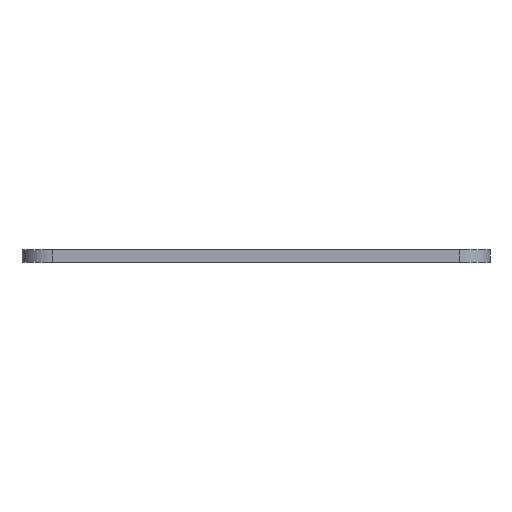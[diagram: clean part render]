
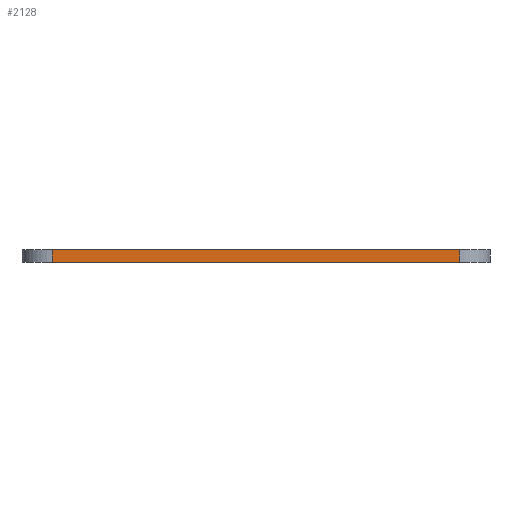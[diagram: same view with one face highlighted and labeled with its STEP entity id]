
A CAD part, front view. The second image highlights one B-rep face of the part: STEP entity #2128.
In plain terms, the highlighted planar face has unit normal (0, -1, 0).
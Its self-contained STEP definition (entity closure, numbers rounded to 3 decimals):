
#84 = PLANE('',#85);
#85 = AXIS2_PLACEMENT_3D('',#86,#87,#88);
#86 = CARTESIAN_POINT('',(-20.75,-21.45,1.6));
#87 = DIRECTION('',(0.,0.,1.));
#88 = DIRECTION('',(1.,0.,-0.));
#139 = PLANE('',#140);
#140 = AXIS2_PLACEMENT_3D('',#141,#142,#143);
#141 = CARTESIAN_POINT('',(-20.75,-21.45,0.));
#142 = DIRECTION('',(0.,0.,1.));
#143 = DIRECTION('',(1.,0.,-0.));
#361 = VERTEX_POINT('',#362);
#362 = CARTESIAN_POINT('',(-47.5,-48.2,0.));
#377 = CYLINDRICAL_SURFACE('',#378,4.);
#378 = AXIS2_PLACEMENT_3D('',#379,#380,#381);
#379 = CARTESIAN_POINT('',(-47.5,-44.2,0.));
#380 = DIRECTION('',(-0.,-0.,-1.));
#381 = DIRECTION('',(1.,0.,-0.));
#389 = EDGE_CURVE('',#390,#361,#392,.T.);
#390 = VERTEX_POINT('',#391);
#391 = CARTESIAN_POINT('',(6.,-48.2,0.));
#392 = SURFACE_CURVE('',#393,(#397,#404),.PCURVE_S1.);
#393 = LINE('',#394,#395);
#394 = CARTESIAN_POINT('',(6.,-48.2,0.));
#395 = VECTOR('',#396,1.);
#396 = DIRECTION('',(-1.,0.,0.));
#397 = PCURVE('',#139,#398);
#398 = DEFINITIONAL_REPRESENTATION('',(#399),#403);
#399 = LINE('',#400,#401);
#400 = CARTESIAN_POINT('',(26.75,-26.75));
#401 = VECTOR('',#402,1.);
#402 = DIRECTION('',(-1.,0.));
#403 = ( GEOMETRIC_REPRESENTATION_CONTEXT(2) 
PARAMETRIC_REPRESENTATION_CONTEXT() REPRESENTATION_CONTEXT('2D SPACE',''
  ) );
#404 = PCURVE('',#405,#410);
#405 = PLANE('',#406);
#406 = AXIS2_PLACEMENT_3D('',#407,#408,#409);
#407 = CARTESIAN_POINT('',(6.,-48.2,0.));
#408 = DIRECTION('',(0.,-1.,0.));
#409 = DIRECTION('',(-1.,0.,0.));
#410 = DEFINITIONAL_REPRESENTATION('',(#411),#415);
#411 = LINE('',#412,#413);
#412 = CARTESIAN_POINT('',(0.,0.));
#413 = VECTOR('',#414,1.);
#414 = DIRECTION('',(1.,0.));
#415 = ( GEOMETRIC_REPRESENTATION_CONTEXT(2) 
PARAMETRIC_REPRESENTATION_CONTEXT() REPRESENTATION_CONTEXT('2D SPACE',''
  ) );
#434 = CYLINDRICAL_SURFACE('',#435,4.);
#435 = AXIS2_PLACEMENT_3D('',#436,#437,#438);
#436 = CARTESIAN_POINT('',(6.,-44.2,0.));
#437 = DIRECTION('',(-0.,-0.,-1.));
#438 = DIRECTION('',(1.,0.,-0.));
#1247 = VERTEX_POINT('',#1248);
#1248 = CARTESIAN_POINT('',(-47.5,-48.2,1.6));
#1270 = EDGE_CURVE('',#1271,#1247,#1273,.T.);
#1271 = VERTEX_POINT('',#1272);
#1272 = CARTESIAN_POINT('',(6.,-48.2,1.6));
#1273 = SURFACE_CURVE('',#1274,(#1278,#1285),.PCURVE_S1.);
#1274 = LINE('',#1275,#1276);
#1275 = CARTESIAN_POINT('',(6.,-48.2,1.6));
#1276 = VECTOR('',#1277,1.);
#1277 = DIRECTION('',(-1.,0.,0.));
#1278 = PCURVE('',#84,#1279);
#1279 = DEFINITIONAL_REPRESENTATION('',(#1280),#1284);
#1280 = LINE('',#1281,#1282);
#1281 = CARTESIAN_POINT('',(26.75,-26.75));
#1282 = VECTOR('',#1283,1.);
#1283 = DIRECTION('',(-1.,0.));
#1284 = ( GEOMETRIC_REPRESENTATION_CONTEXT(2) 
PARAMETRIC_REPRESENTATION_CONTEXT() REPRESENTATION_CONTEXT('2D SPACE',''
  ) );
#1285 = PCURVE('',#405,#1286);
#1286 = DEFINITIONAL_REPRESENTATION('',(#1287),#1291);
#1287 = LINE('',#1288,#1289);
#1288 = CARTESIAN_POINT('',(0.,-1.6));
#1289 = VECTOR('',#1290,1.);
#1290 = DIRECTION('',(1.,0.));
#1291 = ( GEOMETRIC_REPRESENTATION_CONTEXT(2) 
PARAMETRIC_REPRESENTATION_CONTEXT() REPRESENTATION_CONTEXT('2D SPACE',''
  ) );
#2080 = EDGE_CURVE('',#361,#1247,#2081,.T.);
#2081 = SURFACE_CURVE('',#2082,(#2086,#2093),.PCURVE_S1.);
#2082 = LINE('',#2083,#2084);
#2083 = CARTESIAN_POINT('',(-47.5,-48.2,0.));
#2084 = VECTOR('',#2085,1.);
#2085 = DIRECTION('',(0.,0.,1.));
#2086 = PCURVE('',#377,#2087);
#2087 = DEFINITIONAL_REPRESENTATION('',(#2088),#2092);
#2088 = LINE('',#2089,#2090);
#2089 = CARTESIAN_POINT('',(-4.712,0.));
#2090 = VECTOR('',#2091,1.);
#2091 = DIRECTION('',(-0.,-1.));
#2092 = ( GEOMETRIC_REPRESENTATION_CONTEXT(2) 
PARAMETRIC_REPRESENTATION_CONTEXT() REPRESENTATION_CONTEXT('2D SPACE',''
  ) );
#2093 = PCURVE('',#405,#2094);
#2094 = DEFINITIONAL_REPRESENTATION('',(#2095),#2099);
#2095 = LINE('',#2096,#2097);
#2096 = CARTESIAN_POINT('',(53.5,0.));
#2097 = VECTOR('',#2098,1.);
#2098 = DIRECTION('',(0.,-1.));
#2099 = ( GEOMETRIC_REPRESENTATION_CONTEXT(2) 
PARAMETRIC_REPRESENTATION_CONTEXT() REPRESENTATION_CONTEXT('2D SPACE',''
  ) );
#2128 = ADVANCED_FACE('',(#2129),#405,.T.);
#2129 = FACE_BOUND('',#2130,.T.);
#2130 = EDGE_LOOP('',(#2131,#2152,#2153,#2154));
#2131 = ORIENTED_EDGE('',*,*,#2132,.T.);
#2132 = EDGE_CURVE('',#390,#1271,#2133,.T.);
#2133 = SURFACE_CURVE('',#2134,(#2138,#2145),.PCURVE_S1.);
#2134 = LINE('',#2135,#2136);
#2135 = CARTESIAN_POINT('',(6.,-48.2,0.));
#2136 = VECTOR('',#2137,1.);
#2137 = DIRECTION('',(0.,0.,1.));
#2138 = PCURVE('',#405,#2139);
#2139 = DEFINITIONAL_REPRESENTATION('',(#2140),#2144);
#2140 = LINE('',#2141,#2142);
#2141 = CARTESIAN_POINT('',(0.,0.));
#2142 = VECTOR('',#2143,1.);
#2143 = DIRECTION('',(0.,-1.));
#2144 = ( GEOMETRIC_REPRESENTATION_CONTEXT(2) 
PARAMETRIC_REPRESENTATION_CONTEXT() REPRESENTATION_CONTEXT('2D SPACE',''
  ) );
#2145 = PCURVE('',#434,#2146);
#2146 = DEFINITIONAL_REPRESENTATION('',(#2147),#2151);
#2147 = LINE('',#2148,#2149);
#2148 = CARTESIAN_POINT('',(-4.712,0.));
#2149 = VECTOR('',#2150,1.);
#2150 = DIRECTION('',(-0.,-1.));
#2151 = ( GEOMETRIC_REPRESENTATION_CONTEXT(2) 
PARAMETRIC_REPRESENTATION_CONTEXT() REPRESENTATION_CONTEXT('2D SPACE',''
  ) );
#2152 = ORIENTED_EDGE('',*,*,#1270,.T.);
#2153 = ORIENTED_EDGE('',*,*,#2080,.F.);
#2154 = ORIENTED_EDGE('',*,*,#389,.F.);
